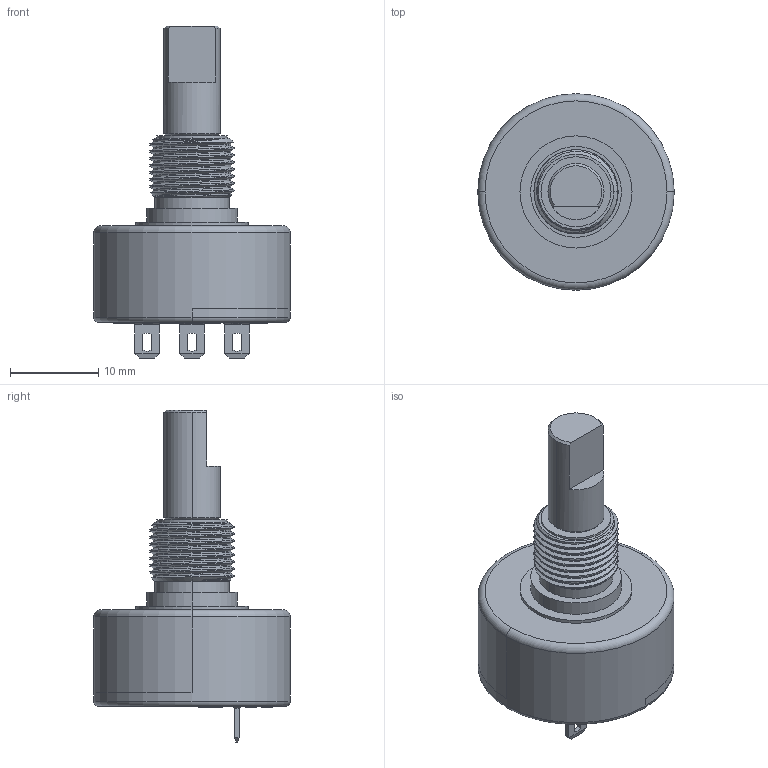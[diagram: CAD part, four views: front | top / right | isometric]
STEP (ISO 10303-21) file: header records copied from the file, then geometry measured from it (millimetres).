
FILE_DESCRIPTION((''),'2;1');
FILE_NAME('04826-12805','2013-02-21T',('RICKB'),('Bourns, Inc.'),'PRO/ENGINEER BY PARAMETRIC TECHNOLOGY CORPORATION, 2012230','PRO/ENGINEER BY PARAMETRIC TECHNOLOGY CORPORATION, 2012230','');
FILE_SCHEMA(('CONFIG_CONTROL_DESIGN'));
Length unit declared in the file: inch
Products named in the file (1): 04826-12805
Bounding box: 22.24 x 22.24 x 37.58 mm (x, y, z)
Volume: 5173.7 mm3; surface area: 2995.5 mm2
Topology: 1 solids, 3 shells, 522 faces, 1374 edges, 897 vertices
Faces by surface type: plane 307, extrusion 97, cylinder 85, cone 15, torus 9, bspline 9
Entity records: 18940 total; most frequent: CARTESIAN_POINT 6345, ORIENTED_EDGE 2748, DIRECTION 2239, EDGE_CURVE 1374, VECTOR 1025, LINE 928, VERTEX_POINT 897, AXIS2_PLACEMENT_3D 607
